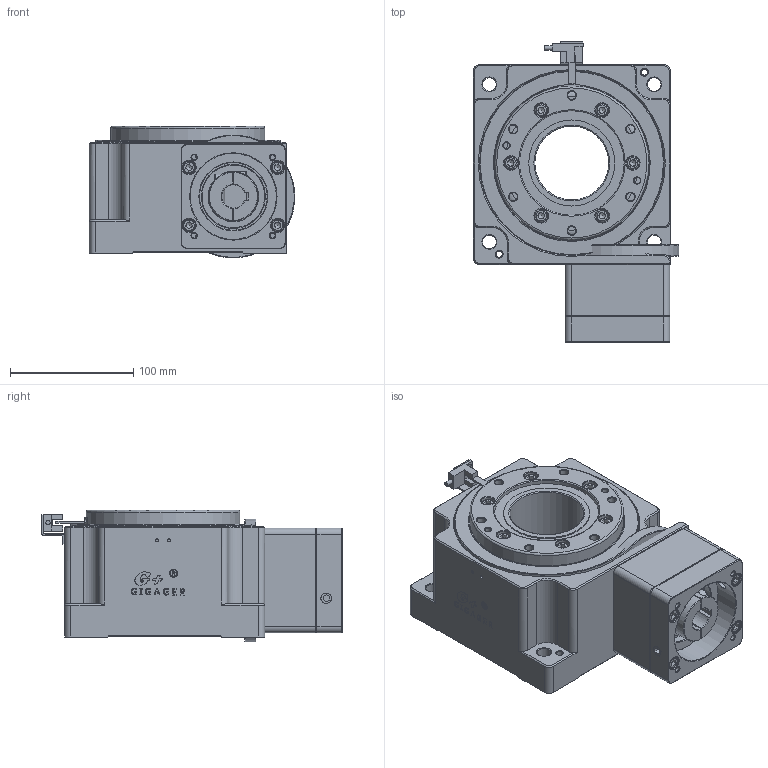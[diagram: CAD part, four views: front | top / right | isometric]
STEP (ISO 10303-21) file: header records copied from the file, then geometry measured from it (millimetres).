
FILE_DESCRIPTION (( 'STEP AP203' ), '1' );
FILE_NAME ('GSHR150-30K-SV1.STEP', '2022-11-28T08:45:10', ( 'Microsoft' ), ( 'Microsoft' ), 'SwSTEP 2.0', 'SolidWorks 2019', '' );
FILE_SCHEMA (( 'CONFIG_CONTROL_DESIGN' ));
Length unit declared in the file: millimetre
Products named in the file (1): GSHR150-30K-SV1
Bounding box: 166.83 x 244 x 106.83 mm (x, y, z)
Surface area: 215488.7 mm2 (no closed solid volume)
Topology: 0 solids, 56 shells, 723 faces, 2390 edges, 1662 vertices
Faces by surface type: plane 405, cylinder 151, cone 134, torus 31, bspline 2
Full cylindrical faces by diameter (mm): 2.05 x2, 2.5 x10, 3.5 x3, 4.2 x4, 5 x5, 5.5 x2, 6 x1, 6.8 x6, 8.5 x6, 10 x11, 10.8 x4, 11 x10, 40 x1, 52 x1, 55 x1, 60 x1, 60.3 x1, 60.7 x1, 70 x2, 85 x2, 88.413 x2, 91.746 x1, 96.546 x1, 96.826 x1, 100 x1, 125 x2, 150 x1
Entity records: 26463 total; most frequent: CARTESIAN_POINT 7065, DIRECTION 3890, ORIENTED_EDGE 3425, EDGE_CURVE 2141, VERTEX_POINT 1601, AXIS2_PLACEMENT_3D 1322, LINE 1246, VECTOR 1246
